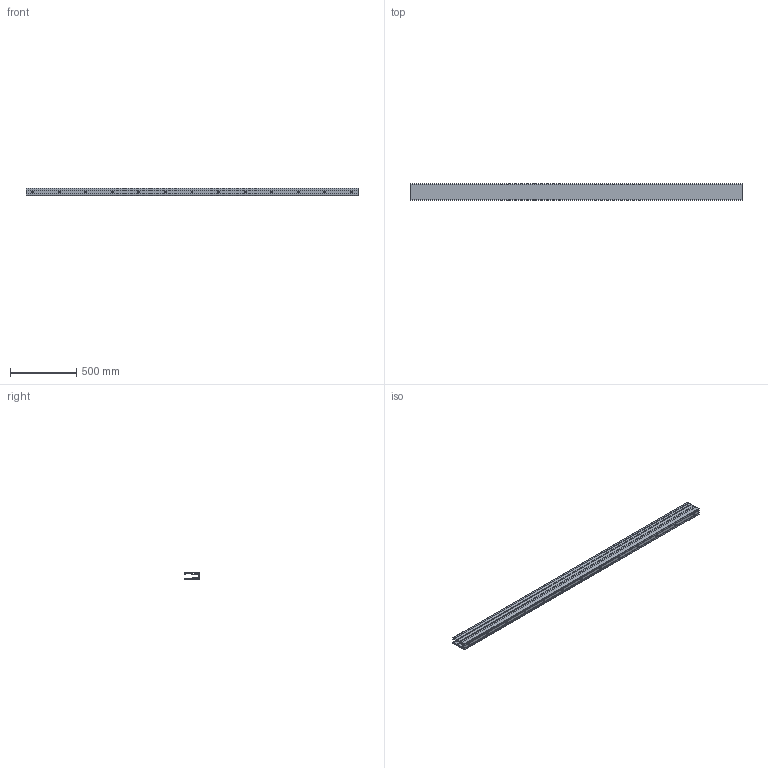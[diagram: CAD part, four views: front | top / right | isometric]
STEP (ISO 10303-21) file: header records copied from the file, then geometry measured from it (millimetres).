
FILE_DESCRIPTION (( 'STEP AP214' ), '1' );
FILE_NAME ('AL_0004-EKO-2500-S-E.STEP', '2024-09-23T11:31:23', ( '' ), ( '' ), 'SwSTEP 2.0', 'SolidWorks 2019', '' );
FILE_SCHEMA (( 'AUTOMOTIVE_DESIGN' ));
Length unit declared in the file: millimetre
Products named in the file (1): AL_0004-EKO-2500-S-E
Bounding box: 2500 x 120.4 x 53 mm (x, y, z)
Volume: 4374158.2 mm3; surface area: 2947686.2 mm2
Topology: 1 solids, 1 shells, 217 faces, 723 edges, 482 vertices
Faces by surface type: cylinder 134, plane 83
Entity records: 8969 total; most frequent: CARTESIAN_POINT 2437, ORIENTED_EDGE 1446, DIRECTION 1323, EDGE_CURVE 723, AXIS2_PLACEMENT_3D 486, VERTEX_POINT 482, VECTOR 351, LINE 351
